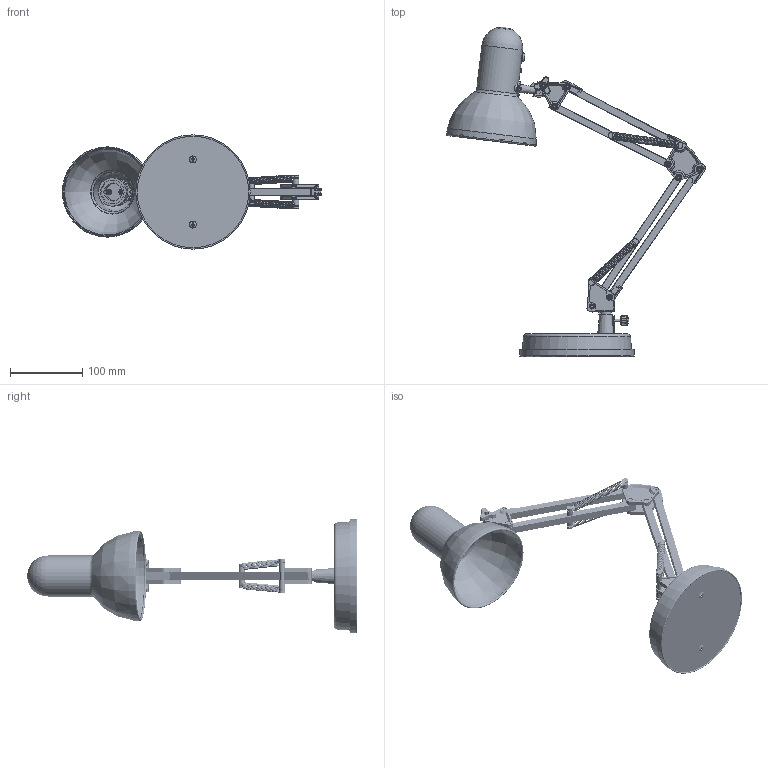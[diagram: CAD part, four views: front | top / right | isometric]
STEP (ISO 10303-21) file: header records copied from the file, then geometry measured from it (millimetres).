
FILE_DESCRIPTION(('FreeCAD Model'),'2;1');
FILE_NAME('Open CASCADE Shape Model','2025-05-01T19:45:35',('FreeCAD'),( 'FreeCAD'),'Open CASCADE STEP processor 7.6','FreeCAD','Unknown');
FILE_SCHEMA(('AUTOMOTIVE_DESIGN { 1 0 10303 214 1 1 1 1 }'));
Products named in the file (1): Open CASCADE STEP translator 7.6 1
Bounding box: 358.13 x 455.3 x 158 mm (x, y, z)
Volume: 547655.4 mm3; surface area: 400614.5 mm2
Topology: 79 solids, 95 shells, 2825 faces, 7203 edges, 4729 vertices
Faces by surface type: plane 1856, cylinder 448, cone 253, bspline 176, torus 72, sphere 18, revolution 2
Full cylindrical faces by diameter (mm): 2 x1, 2.3 x4, 2.9 x4, 3.1 x2, 3.2 x5, 3.242 x15, 3.5 x4, 3.7 x8, 3.8 x2, 4 x23, 4.2 x2, 4.25 x1, 4.3 x3, 4.4 x18, 4.5 x29, 4.8 x3, 5 x8, 5.5 x1, 5.6 x2, 5.7 x2, 5.9 x4, 6.8 x1, 7 x1, 7.5 x3, 7.9 x4, 8 x16, 8.1 x1, 8.3 x15, 8.5 x17, 8.9 x4
Entity records: 209402 total; most frequent: CARTESIAN_POINT 142276, ORIENTED_EDGE 14160, DIRECTION 13209, EDGE_CURVE 7112, VERTEX_POINT 4585, AXIS2_PLACEMENT_3D 4553, LINE 4101, VECTOR 4101
